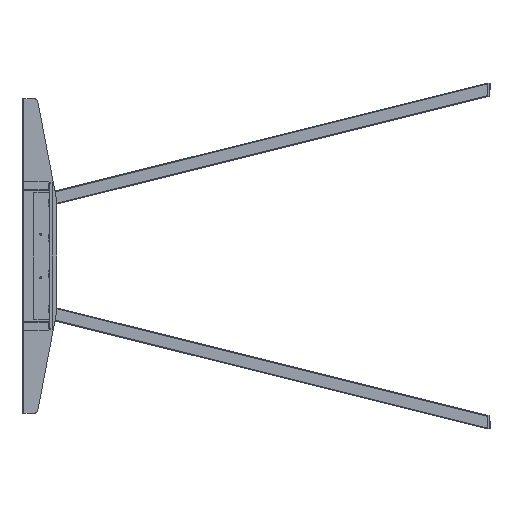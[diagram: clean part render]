
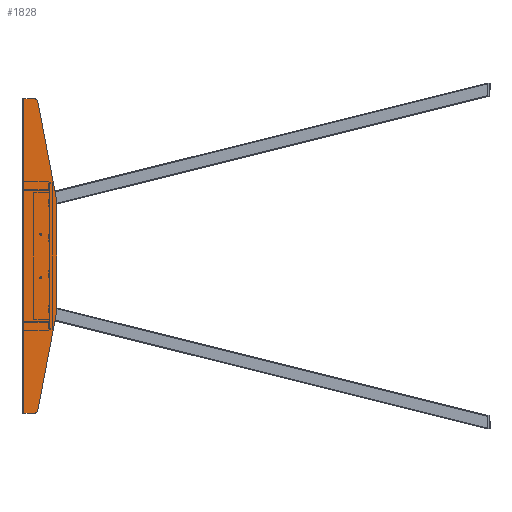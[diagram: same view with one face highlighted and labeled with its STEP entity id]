
A CAD part, left-side view. The second image highlights one B-rep face of the part: STEP entity #1828.
In plain terms, the highlighted planar face has unit normal (-1, 0, 0).
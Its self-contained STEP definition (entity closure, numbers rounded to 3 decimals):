
#49 = ORIENTED_EDGE ( 'NONE', *, *, #19822, .F. ) ;
#353 = EDGE_CURVE ( 'NONE', #12671, #11172, #376, .T. ) ;
#376 = CIRCLE ( 'NONE', #8749, 10. ) ;
#916 = CARTESIAN_POINT ( 'NONE',  ( -1050., 1066.028, -360. ) ) ;
#1037 = VERTEX_POINT ( 'NONE', #15653 ) ;
#1102 = LINE ( 'NONE', #7288, #9801 ) ;
#1185 = VERTEX_POINT ( 'NONE', #17615 ) ;
#1531 = ORIENTED_EDGE ( 'NONE', *, *, #353, .T. ) ;
#1633 = PLANE ( 'NONE',  #1679 ) ;
#1679 = AXIS2_PLACEMENT_3D ( 'NONE', #4840, #18512, #4770 ) ;
#1828 = ADVANCED_FACE ( 'NONE', ( #14801 ), #1633, .T. ) ;
#2179 = ORIENTED_EDGE ( 'NONE', *, *, #3618, .T. ) ;
#2517 = AXIS2_PLACEMENT_3D ( 'NONE', #19583, #8881, #11825 ) ;
#3029 = LINE ( 'NONE', #10533, #16080 ) ;
#3206 = VERTEX_POINT ( 'NONE', #18434 ) ;
#3618 = EDGE_CURVE ( 'NONE', #1185, #6906, #14499, .T. ) ;
#3713 = CARTESIAN_POINT ( 'NONE',  ( -1050., 990.563, -127.796 ) ) ;
#3909 = DIRECTION ( 'NONE',  ( 0., -0.188, -0.982 ) ) ;
#4516 = CIRCLE ( 'NONE', #2517, 10. ) ;
#4636 = VERTEX_POINT ( 'NONE', #18602 ) ;
#4651 = EDGE_CURVE ( 'NONE', #1037, #3206, #4516, .T. ) ;
#4770 = DIRECTION ( 'NONE',  ( 0., 0., 1. ) ) ;
#4825 = VECTOR ( 'NONE', #12599, 1000. ) ;
#4840 = CARTESIAN_POINT ( 'NONE',  ( -1050., 1070.028, 360. ) ) ;
#5063 = AXIS2_PLACEMENT_3D ( 'NONE', #15369, #15240, #13659 ) ;
#6001 = DIRECTION ( 'NONE',  ( -1., 0., 0. ) ) ;
#6068 = CARTESIAN_POINT ( 'NONE',  ( -1050., 1020.028, -122.154 ) ) ;
#6397 = ORIENTED_EDGE ( 'NONE', *, *, #18954, .T. ) ;
#6455 = ORIENTED_EDGE ( 'NONE', *, *, #9270, .F. ) ;
#6623 = DIRECTION ( 'NONE',  ( 0., -1., 0. ) ) ;
#6774 = EDGE_CURVE ( 'NONE', #1037, #7529, #1102, .T. ) ;
#6889 = EDGE_CURVE ( 'NONE', #4636, #7529, #3029, .T. ) ;
#6906 = VERTEX_POINT ( 'NONE', #13654 ) ;
#7288 = CARTESIAN_POINT ( 'NONE',  ( -1050., 1070.028, -360. ) ) ;
#7508 = LINE ( 'NONE', #7909, #4825 ) ;
#7529 = VERTEX_POINT ( 'NONE', #916 ) ;
#7557 = DIRECTION ( 'NONE',  ( 0., 0., -1. ) ) ;
#7909 = CARTESIAN_POINT ( 'NONE',  ( -1050., 1035.028, -360. ) ) ;
#8355 = ORIENTED_EDGE ( 'NONE', *, *, #6774, .F. ) ;
#8520 = AXIS2_PLACEMENT_3D ( 'NONE', #6068, #6001, #19847 ) ;
#8749 = AXIS2_PLACEMENT_3D ( 'NONE', #13691, #13624, #8993 ) ;
#8881 = DIRECTION ( 'NONE',  ( -1., 0., 0. ) ) ;
#8993 = DIRECTION ( 'NONE',  ( 0., 0., 1. ) ) ;
#9131 = DIRECTION ( 'NONE',  ( 0., 0., -1. ) ) ;
#9270 = EDGE_CURVE ( 'NONE', #12671, #6906, #19817, .T. ) ;
#9801 = VECTOR ( 'NONE', #13459, 1000. ) ;
#10533 = CARTESIAN_POINT ( 'NONE',  ( -1050., 1066.028, 360. ) ) ;
#10568 = CARTESIAN_POINT ( 'NONE',  ( -1050., 990.028, -125. ) ) ;
#10685 = CIRCLE ( 'NONE', #8520, 30. ) ;
#11050 = LINE ( 'NONE', #10568, #13242 ) ;
#11131 = VECTOR ( 'NONE', #3909, 1000. ) ;
#11172 = VERTEX_POINT ( 'NONE', #19659 ) ;
#11825 = DIRECTION ( 'NONE',  ( 0., 0., 1. ) ) ;
#12024 = CARTESIAN_POINT ( 'NONE',  ( -1050., 1033.473, 351.881 ) ) ;
#12599 = DIRECTION ( 'NONE',  ( 0., 0.188, -0.982 ) ) ;
#12671 = VERTEX_POINT ( 'NONE', #12024 ) ;
#13085 = EDGE_LOOP ( 'NONE', ( #49, #6397, #19421, #2179, #6455, #1531, #17115, #17795, #8355, #14917 ) ) ;
#13242 = VECTOR ( 'NONE', #9131, 1000. ) ;
#13448 = LINE ( 'NONE', #15863, #19492 ) ;
#13459 = DIRECTION ( 'NONE',  ( 0., 1., 0. ) ) ;
#13624 = DIRECTION ( 'NONE',  ( -1., 0., 0. ) ) ;
#13654 = CARTESIAN_POINT ( 'NONE',  ( -1050., 990.563, 127.796 ) ) ;
#13659 = DIRECTION ( 'NONE',  ( 0., 0., 1. ) ) ;
#13691 = CARTESIAN_POINT ( 'NONE',  ( -1050., 1043.295, 350. ) ) ;
#14499 = CIRCLE ( 'NONE', #5063, 30. ) ;
#14653 = CARTESIAN_POINT ( 'NONE',  ( -1050., 990.028, 125. ) ) ;
#14801 = FACE_OUTER_BOUND ( 'NONE', #13085, .T. ) ;
#14917 = ORIENTED_EDGE ( 'NONE', *, *, #4651, .T. ) ;
#15102 = EDGE_CURVE ( 'NONE', #1185, #19336, #11050, .T. ) ;
#15240 = DIRECTION ( 'NONE',  ( -1., 0., 0. ) ) ;
#15369 = CARTESIAN_POINT ( 'NONE',  ( -1050., 1020.028, 122.154 ) ) ;
#15653 = CARTESIAN_POINT ( 'NONE',  ( -1050., 1043.295, -360. ) ) ;
#15863 = CARTESIAN_POINT ( 'NONE',  ( -1050., 1035.028, 360. ) ) ;
#15910 = EDGE_CURVE ( 'NONE', #4636, #11172, #13448, .T. ) ;
#16080 = VECTOR ( 'NONE', #7557, 1000. ) ;
#16672 = VERTEX_POINT ( 'NONE', #3713 ) ;
#17115 = ORIENTED_EDGE ( 'NONE', *, *, #15910, .F. ) ;
#17615 = CARTESIAN_POINT ( 'NONE',  ( -1050., 990.028, 122.154 ) ) ;
#17795 = ORIENTED_EDGE ( 'NONE', *, *, #6889, .T. ) ;
#18434 = CARTESIAN_POINT ( 'NONE',  ( -1050., 1033.473, -351.881 ) ) ;
#18512 = DIRECTION ( 'NONE',  ( -1., 0., 0. ) ) ;
#18602 = CARTESIAN_POINT ( 'NONE',  ( -1050., 1066.028, 360. ) ) ;
#18954 = EDGE_CURVE ( 'NONE', #16672, #19336, #10685, .T. ) ;
#19113 = CARTESIAN_POINT ( 'NONE',  ( -1050., 990.028, -122.154 ) ) ;
#19336 = VERTEX_POINT ( 'NONE', #19113 ) ;
#19421 = ORIENTED_EDGE ( 'NONE', *, *, #15102, .F. ) ;
#19492 = VECTOR ( 'NONE', #6623, 1000. ) ;
#19583 = CARTESIAN_POINT ( 'NONE',  ( -1050., 1043.295, -350. ) ) ;
#19659 = CARTESIAN_POINT ( 'NONE',  ( -1050., 1043.295, 360. ) ) ;
#19817 = LINE ( 'NONE', #14653, #11131 ) ;
#19822 = EDGE_CURVE ( 'NONE', #16672, #3206, #7508, .T. ) ;
#19847 = DIRECTION ( 'NONE',  ( 0., 0., 1. ) ) ;
